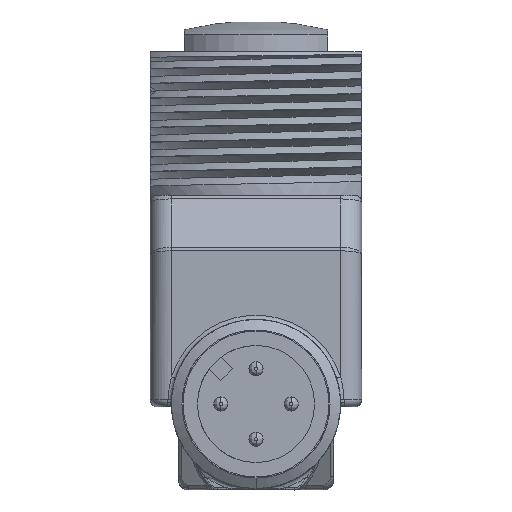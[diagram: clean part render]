
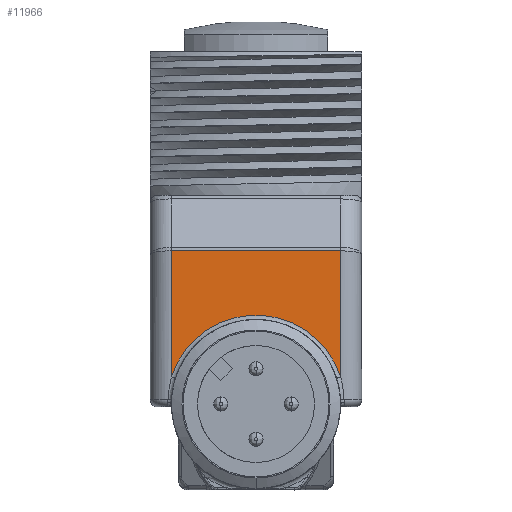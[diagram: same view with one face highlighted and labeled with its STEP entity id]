
A CAD part, front view. The second image highlights one B-rep face of the part: STEP entity #11966.
In plain terms, the highlighted planar face has unit normal (0, -1, 0).
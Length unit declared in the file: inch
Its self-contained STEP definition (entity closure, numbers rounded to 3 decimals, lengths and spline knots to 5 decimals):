
#774=DIRECTION('',(0.,0.,-1.));
#775=VECTOR('',#774,0.35208);
#776=CARTESIAN_POINT('',(-0.23622,-0.67913,
0.14818));
#777=LINE('',#776,#775);
#786=DIRECTION('',(0.,0.,1.));
#787=VECTOR('',#786,0.35208);
#788=CARTESIAN_POINT('',(0.23622,-0.67913,
-0.2039));
#789=LINE('',#788,#787);
#3998=CARTESIAN_POINT('',(-0.23622,-0.67913,
-0.2039));
#4018=CARTESIAN_POINT('',(0.,-0.67913,-0.27953));
#4019=DIRECTION('',(0.,-1.,0.));
#4020=DIRECTION('',(0.952,0.,0.305));
#4021=AXIS2_PLACEMENT_3D('',#4018,#4019,#4020);
#5634=DIRECTION('',(-1.,0.,0.));
#5635=VECTOR('',#5634,0.47244);
#5636=CARTESIAN_POINT('',(0.23622,-0.67913,
0.14818));
#5637=LINE('',#5636,#5635);
#5647=CARTESIAN_POINT('',(-0.23622,-0.67913,
0.14818));
#10355=VERTEX_POINT('',#5647);
#10358=CARTESIAN_POINT('',(0.23622,-0.67913,
0.14818));
#10359=VERTEX_POINT('',#10358);
#11338=VERTEX_POINT('',#3998);
#11342=CARTESIAN_POINT('',(0.23622,-0.67913,
-0.2039));
#11343=VERTEX_POINT('',#11342);
#11952=CARTESIAN_POINT('',(0.29528,-0.67913,0.));
#11953=DIRECTION('',(0.,-1.,0.));
#11954=DIRECTION('',(0.,0.,1.));
#11955=AXIS2_PLACEMENT_3D('',#11952,#11953,#11954);
#11956=PLANE('',#11955);
#11958=ORIENTED_EDGE('',*,*,#11957,.F.);
#11960=ORIENTED_EDGE('',*,*,#11959,.T.);
#11961=ORIENTED_EDGE('',*,*,#11940,.F.);
#11963=ORIENTED_EDGE('',*,*,#11962,.F.);
#11964=EDGE_LOOP('',(#11958,#11960,#11961,#11963));
#11965=FACE_OUTER_BOUND('',#11964,.F.);
#11966=ADVANCED_FACE('',(#11965),#11956,.T.);
#4022=CIRCLE('',#4021,0.24803);
#11940=EDGE_CURVE('',#10355,#11338,#777,.T.);
#11957=EDGE_CURVE('',#11343,#10359,#789,.T.);
#11959=EDGE_CURVE('',#11343,#11338,#4022,.T.);
#11962=EDGE_CURVE('',#10359,#10355,#5637,.T.);
